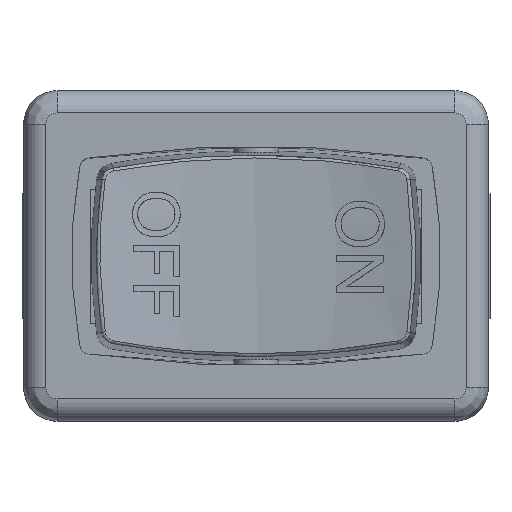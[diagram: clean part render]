
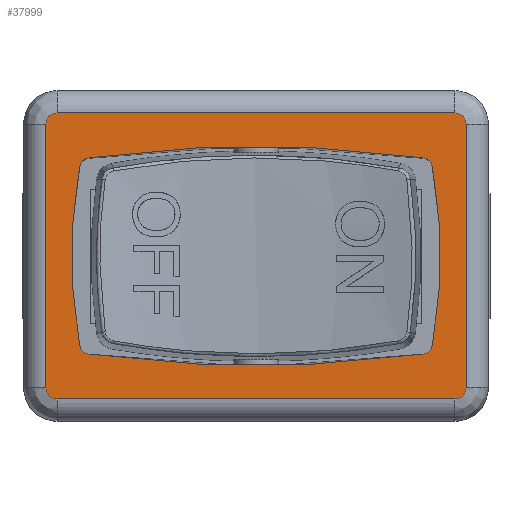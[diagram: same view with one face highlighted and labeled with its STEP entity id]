
A CAD part, top view. The second image highlights one B-rep face of the part: STEP entity #37999.
In plain terms, the highlighted planar face has unit normal (0, 0, 1).
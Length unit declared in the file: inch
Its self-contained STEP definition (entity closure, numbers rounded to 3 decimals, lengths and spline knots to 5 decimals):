
#37153=CARTESIAN_POINT('',(0.29401,0.17305,0.62992));
#37154=VERTEX_POINT('',#37153);
#37161=CARTESIAN_POINT('',(-0.29401,0.17305,0.62992));
#37162=VERTEX_POINT('',#37161);
#37163=CARTESIAN_POINT('',(0.,-1.97226,0.62992));
#37164=DIRECTION('',(0.0,0.0,-1.0));
#37165=DIRECTION('',(-0.136,-0.991,0.0));
#37166=AXIS2_PLACEMENT_3D('',#37163,#37164,#37165);
#37167=CIRCLE('',#37166,2.16535);
#37168=EDGE_CURVE('',#37162,#37154,#37167,.T.);
#37199=CARTESIAN_POINT('',(-0.3107,0.15711,0.62992));
#37200=VERTEX_POINT('',#37199);
#37201=CARTESIAN_POINT('',(-0.29134,0.15354,0.62992));
#37202=DIRECTION('',(0.0,0.0,-1.0));
#37203=DIRECTION('',(0.136,-0.991,0.0));
#37204=AXIS2_PLACEMENT_3D('',#37201,#37202,#37203);
#37205=CIRCLE('',#37204,0.01969);
#37206=EDGE_CURVE('',#37200,#37162,#37205,.T.);
#37232=CARTESIAN_POINT('',(-0.3107,-0.15711,0.62992));
#37233=VERTEX_POINT('',#37232);
#37234=CARTESIAN_POINT('',(0.54108,0.,0.62992));
#37235=DIRECTION('',(0.0,0.0,-1.0));
#37236=DIRECTION('',(0.983,-0.181,0.0));
#37237=AXIS2_PLACEMENT_3D('',#37234,#37235,#37236);
#37238=CIRCLE('',#37237,0.86614);
#37239=EDGE_CURVE('',#37233,#37200,#37238,.T.);
#37265=CARTESIAN_POINT('',(-0.29401,-0.17305,0.62992));
#37266=VERTEX_POINT('',#37265);
#37267=CARTESIAN_POINT('',(-0.29134,-0.15354,0.62992));
#37268=DIRECTION('',(0.0,0.0,-1.0));
#37269=DIRECTION('',(0.983,0.181,0.0));
#37270=AXIS2_PLACEMENT_3D('',#37267,#37268,#37269);
#37271=CIRCLE('',#37270,0.01969);
#37272=EDGE_CURVE('',#37266,#37233,#37271,.T.);
#37298=CARTESIAN_POINT('',(0.29401,-0.17305,0.62992));
#37299=VERTEX_POINT('',#37298);
#37300=CARTESIAN_POINT('',(0.,1.97226,0.62992));
#37301=DIRECTION('',(0.0,0.0,-1.0));
#37302=DIRECTION('',(0.136,0.991,0.0));
#37303=AXIS2_PLACEMENT_3D('',#37300,#37301,#37302);
#37304=CIRCLE('',#37303,2.16535);
#37305=EDGE_CURVE('',#37299,#37266,#37304,.T.);
#37336=CARTESIAN_POINT('',(0.3107,-0.15711,0.62992));
#37337=VERTEX_POINT('',#37336);
#37338=CARTESIAN_POINT('',(0.29134,-0.15354,0.62992));
#37339=DIRECTION('',(0.0,0.0,-1.0));
#37340=DIRECTION('',(-0.136,0.991,0.0));
#37341=AXIS2_PLACEMENT_3D('',#37338,#37339,#37340);
#37342=CIRCLE('',#37341,0.01969);
#37343=EDGE_CURVE('',#37337,#37299,#37342,.T.);
#37369=CARTESIAN_POINT('',(0.3107,0.15711,0.62992));
#37370=VERTEX_POINT('',#37369);
#37371=CARTESIAN_POINT('',(-0.54108,0.,0.62992));
#37372=DIRECTION('',(0.0,0.0,-1.0));
#37373=DIRECTION('',(-0.983,0.181,0.0));
#37374=AXIS2_PLACEMENT_3D('',#37371,#37372,#37373);
#37375=CIRCLE('',#37374,0.86614);
#37376=EDGE_CURVE('',#37370,#37337,#37375,.T.);
#37400=CARTESIAN_POINT('',(0.29134,0.15354,0.62992));
#37401=DIRECTION('',(0.0,0.0,-1.0));
#37402=DIRECTION('',(-0.983,-0.181,0.0));
#37403=AXIS2_PLACEMENT_3D('',#37400,#37401,#37402);
#37404=CIRCLE('',#37403,0.01969);
#37405=EDGE_CURVE('',#37154,#37370,#37404,.T.);
#37452=CARTESIAN_POINT('',(-0.37008,-0.23228,0.62992));
#37453=VERTEX_POINT('',#37452);
#37461=CARTESIAN_POINT('',(-0.37008,0.23228,0.62992));
#37462=VERTEX_POINT('',#37461);
#37463=CARTESIAN_POINT('',(-0.37008,-0.23228,0.62992));
#37464=DIRECTION('',(0.0,1.0,0.0));
#37465=VECTOR('',#37464,0.46457);
#37466=LINE('',#37463,#37465);
#37467=EDGE_CURVE('',#37453,#37462,#37466,.T.);
#37542=CARTESIAN_POINT('',(-0.35039,-0.25197,0.62992));
#37543=VERTEX_POINT('',#37542);
#37551=CARTESIAN_POINT('',(-0.35039,-0.23228,0.62992));
#37552=DIRECTION('',(0.0,0.0,-1.0));
#37553=DIRECTION('',(-0.707,-0.707,0.0));
#37554=AXIS2_PLACEMENT_3D('',#37551,#37552,#37553);
#37555=CIRCLE('',#37554,0.01969);
#37556=EDGE_CURVE('',#37543,#37453,#37555,.T.);
#37622=CARTESIAN_POINT('',(-0.35039,0.25197,0.62992));
#37623=VERTEX_POINT('',#37622);
#37641=CARTESIAN_POINT('',(-0.35039,0.23228,0.62992));
#37642=DIRECTION('',(0.0,0.0,-1.0));
#37643=DIRECTION('',(-0.707,0.707,0.0));
#37644=AXIS2_PLACEMENT_3D('',#37641,#37642,#37643);
#37645=CIRCLE('',#37644,0.01969);
#37646=EDGE_CURVE('',#37462,#37623,#37645,.T.);
#37658=CARTESIAN_POINT('',(0.35039,-0.25197,0.62992));
#37659=VERTEX_POINT('',#37658);
#37667=CARTESIAN_POINT('',(0.35039,-0.25197,0.62992));
#37668=DIRECTION('',(-1.0,0.0,0.0));
#37669=VECTOR('',#37668,0.70079);
#37670=LINE('',#37667,#37669);
#37671=EDGE_CURVE('',#37659,#37543,#37670,.T.);
#37688=CARTESIAN_POINT('',(0.35039,0.25197,0.62992));
#37689=VERTEX_POINT('',#37688);
#37706=CARTESIAN_POINT('',(-0.35039,0.25197,0.62992));
#37707=DIRECTION('',(1.0,0.0,0.0));
#37708=VECTOR('',#37707,0.70079);
#37709=LINE('',#37706,#37708);
#37710=EDGE_CURVE('',#37623,#37689,#37709,.T.);
#37770=CARTESIAN_POINT('',(0.37008,-0.23228,0.62992));
#37771=VERTEX_POINT('',#37770);
#37779=CARTESIAN_POINT('',(0.35039,-0.23228,0.62992));
#37780=DIRECTION('',(0.0,0.0,-1.0));
#37781=DIRECTION('',(0.707,-0.707,0.0));
#37782=AXIS2_PLACEMENT_3D('',#37779,#37780,#37781);
#37783=CIRCLE('',#37782,0.01969);
#37784=EDGE_CURVE('',#37771,#37659,#37783,.T.);
#37850=CARTESIAN_POINT('',(0.37008,0.23228,0.62992));
#37851=VERTEX_POINT('',#37850);
#37869=CARTESIAN_POINT('',(0.35039,0.23228,0.62992));
#37870=DIRECTION('',(0.0,0.0,-1.0));
#37871=DIRECTION('',(0.707,0.707,0.0));
#37872=AXIS2_PLACEMENT_3D('',#37869,#37870,#37871);
#37873=CIRCLE('',#37872,0.01969);
#37874=EDGE_CURVE('',#37689,#37851,#37873,.T.);
#37892=CARTESIAN_POINT('',(0.37008,0.23228,0.62992));
#37893=DIRECTION('',(0.0,-1.0,0.0));
#37894=VECTOR('',#37893,0.46457);
#37895=LINE('',#37892,#37894);
#37896=EDGE_CURVE('',#37851,#37771,#37895,.T.);
#37974=CARTESIAN_POINT('',(-0.40709,-0.27717,0.62992));
#37975=DIRECTION('',(0.0,0.0,1.0));
#37976=DIRECTION('',(1.0,0.0,0.0));
#37977=AXIS2_PLACEMENT_3D('',#37974,#37975,#37976);
#37978=PLANE('',#37977);
#37979=ORIENTED_EDGE('',*,*,#37467,.F.);
#37980=ORIENTED_EDGE('',*,*,#37556,.F.);
#37981=ORIENTED_EDGE('',*,*,#37671,.F.);
#37982=ORIENTED_EDGE('',*,*,#37784,.F.);
#37983=ORIENTED_EDGE('',*,*,#37896,.F.);
#37984=ORIENTED_EDGE('',*,*,#37874,.F.);
#37985=ORIENTED_EDGE('',*,*,#37710,.F.);
#37986=ORIENTED_EDGE('',*,*,#37646,.F.);
#37987=EDGE_LOOP('',(#37979,#37980,#37981,#37982,#37983,#37984,#37985,#37986));
#37988=FACE_OUTER_BOUND('',#37987,.T.);
#37989=ORIENTED_EDGE('',*,*,#37168,.T.);
#37990=ORIENTED_EDGE('',*,*,#37405,.T.);
#37991=ORIENTED_EDGE('',*,*,#37376,.T.);
#37992=ORIENTED_EDGE('',*,*,#37343,.T.);
#37993=ORIENTED_EDGE('',*,*,#37305,.T.);
#37994=ORIENTED_EDGE('',*,*,#37272,.T.);
#37995=ORIENTED_EDGE('',*,*,#37239,.T.);
#37996=ORIENTED_EDGE('',*,*,#37206,.T.);
#37997=EDGE_LOOP('',(#37989,#37990,#37991,#37992,#37993,#37994,#37995,#37996));
#37998=FACE_BOUND('',#37997,.T.);
#37999=ADVANCED_FACE('',(#37988,#37998),#37978,.T.);
